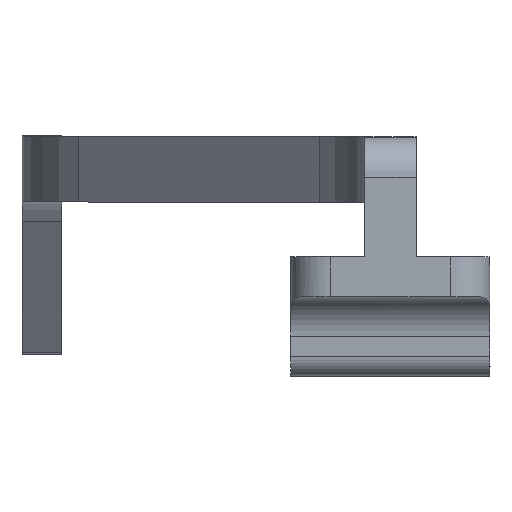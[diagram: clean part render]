
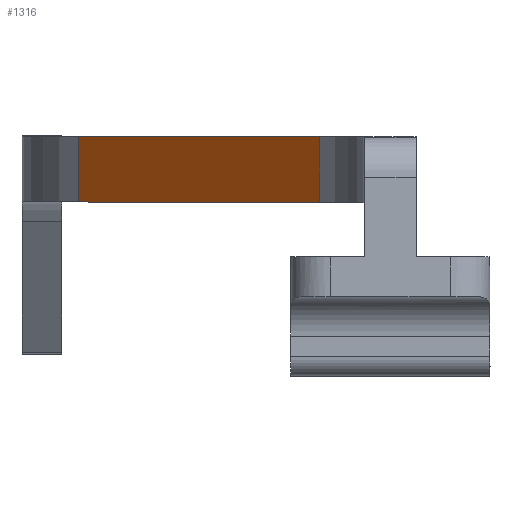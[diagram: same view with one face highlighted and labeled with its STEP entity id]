
A CAD part, left-side view. The second image highlights one B-rep face of the part: STEP entity #1316.
In plain terms, the highlighted planar face has unit normal (-0.7, 0.714, -0.001).
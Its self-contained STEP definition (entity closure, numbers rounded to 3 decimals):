
#19 = VECTOR ( 'NONE', #1434, 1000. ) ;
#118 = VERTEX_POINT ( 'NONE', #710 ) ;
#150 = DIRECTION ( 'NONE',  ( 0.714, 0.7, 0. ) ) ;
#167 = AXIS2_PLACEMENT_3D ( 'NONE', #613, #1140, #959 ) ;
#311 = CARTESIAN_POINT ( 'NONE',  ( -111.894, -2.858, -2.3 ) ) ;
#332 = DIRECTION ( 'NONE',  ( 0., 0., 1. ) ) ;
#395 = CARTESIAN_POINT ( 'NONE',  ( -111.894, -2.858, 1. ) ) ;
#447 = CARTESIAN_POINT ( 'NONE',  ( -118.046, -8.886, -2.3 ) ) ;
#490 = FACE_OUTER_BOUND ( 'NONE', #1183, .T. ) ;
#613 = CARTESIAN_POINT ( 'NONE',  ( -108.76, 0.214, 0. ) ) ;
#614 = VECTOR ( 'NONE', #150, 1000. ) ;
#619 = LINE ( 'NONE', #1679, #19 ) ;
#710 = CARTESIAN_POINT ( 'NONE',  ( -124.198, -14.914, 1. ) ) ;
#755 = DIRECTION ( 'NONE',  ( 0.714, 0.7, 0. ) ) ;
#812 = LINE ( 'NONE', #1599, #1499 ) ;
#818 = CARTESIAN_POINT ( 'NONE',  ( -118.046, -8.886, 1. ) ) ;
#849 = EDGE_CURVE ( 'NONE', #1625, #961, #619, .T. ) ;
#857 = ORIENTED_EDGE ( 'NONE', *, *, #1365, .F. ) ;
#946 = ORIENTED_EDGE ( 'NONE', *, *, #849, .T. ) ;
#956 = VECTOR ( 'NONE', #755, 1000. ) ;
#959 = DIRECTION ( 'NONE',  ( 0., 0., 1. ) ) ;
#961 = VERTEX_POINT ( 'NONE', #311 ) ;
#982 = LINE ( 'NONE', #447, #956 ) ;
#1006 = VERTEX_POINT ( 'NONE', #1111 ) ;
#1047 = EDGE_CURVE ( 'NONE', #1006, #118, #812, .T. ) ;
#1111 = CARTESIAN_POINT ( 'NONE',  ( -124.198, -14.914, -2.3 ) ) ;
#1140 = DIRECTION ( 'NONE',  ( -0.7, 0.714, 0. ) ) ;
#1183 = EDGE_LOOP ( 'NONE', ( #1242, #946, #857, #1364 ) ) ;
#1205 = LINE ( 'NONE', #818, #614 ) ;
#1223 = EDGE_CURVE ( 'NONE', #118, #1625, #1205, .T. ) ;
#1242 = ORIENTED_EDGE ( 'NONE', *, *, #1223, .T. ) ;
#1273 = PLANE ( 'NONE',  #167 ) ;
#1316 = ADVANCED_FACE ( 'NONE', ( #490 ), #1273, .T. ) ;
#1364 = ORIENTED_EDGE ( 'NONE', *, *, #1047, .T. ) ;
#1365 = EDGE_CURVE ( 'NONE', #1006, #961, #982, .T. ) ;
#1434 = DIRECTION ( 'NONE',  ( 0., 0., -1. ) ) ;
#1499 = VECTOR ( 'NONE', #332, 1000. ) ;
#1599 = CARTESIAN_POINT ( 'NONE',  ( -124.198, -14.914, -0.65 ) ) ;
#1625 = VERTEX_POINT ( 'NONE', #395 ) ;
#1679 = CARTESIAN_POINT ( 'NONE',  ( -111.894, -2.858, -4.5 ) ) ;
